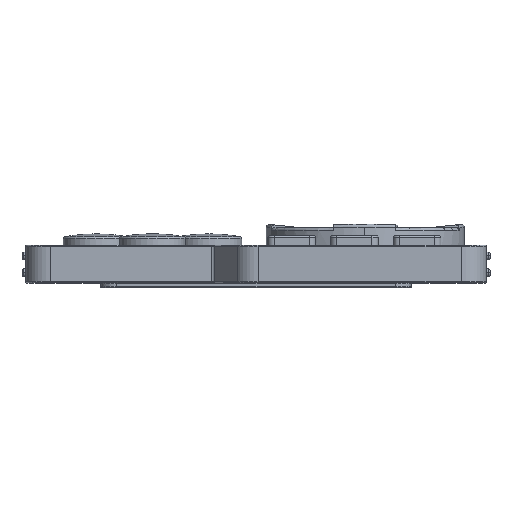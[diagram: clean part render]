
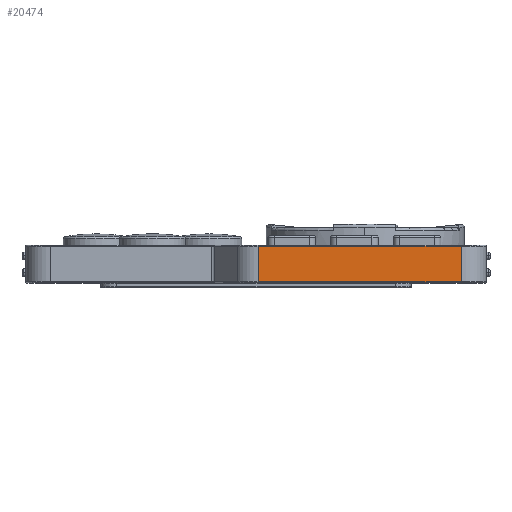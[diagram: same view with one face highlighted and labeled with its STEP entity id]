
A CAD part, top view. The second image highlights one B-rep face of the part: STEP entity #20474.
In plain terms, the highlighted face is planar.
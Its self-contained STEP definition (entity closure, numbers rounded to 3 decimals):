
#692 = VECTOR ( 'NONE', #42368, 1000. ) ;
#1249 = EDGE_CURVE ( 'NONE', #8414, #18512, #34813, .T. ) ;
#6695 = CARTESIAN_POINT ( 'NONE',  ( 32.725, -5.1, -34.777 ) ) ;
#7061 = VECTOR ( 'NONE', #11207, 1000. ) ;
#8414 = VERTEX_POINT ( 'NONE', #44470 ) ;
#8767 = EDGE_LOOP ( 'NONE', ( #32811, #15118, #45594, #9363 ) ) ;
#9363 = ORIENTED_EDGE ( 'NONE', *, *, #42275, .T. ) ;
#9934 = DIRECTION ( 'NONE',  ( 1., 0., 0. ) ) ;
#11207 = DIRECTION ( 'NONE',  ( 0., -1., 0. ) ) ;
#11916 = DIRECTION ( 'NONE',  ( 0., -1., 0. ) ) ;
#12357 = VECTOR ( 'NONE', #11916, 1000. ) ;
#13520 = EDGE_CURVE ( 'NONE', #18512, #45803, #34635, .T. ) ;
#15118 = ORIENTED_EDGE ( 'NONE', *, *, #1249, .T. ) ;
#16908 = CARTESIAN_POINT ( 'NONE',  ( 0.357, -5.1, -34.777 ) ) ;
#17475 = AXIS2_PLACEMENT_3D ( 'NONE', #44413, #26025, #9934 ) ;
#18512 = VERTEX_POINT ( 'NONE', #21314 ) ;
#20474 = ADVANCED_FACE ( 'NONE', ( #25528 ), #33677, .F. ) ;
#21314 = CARTESIAN_POINT ( 'NONE',  ( 32.725, 0.5, -34.777 ) ) ;
#21682 = LINE ( 'NONE', #42857, #692 ) ;
#22442 = CARTESIAN_POINT ( 'NONE',  ( 0.357, 0.7, -34.777 ) ) ;
#22661 = CARTESIAN_POINT ( 'NONE',  ( 32.725, 0.7, -34.777 ) ) ;
#25528 = FACE_OUTER_BOUND ( 'NONE', #8767, .T. ) ;
#26025 = DIRECTION ( 'NONE',  ( 0., 0., 1. ) ) ;
#27287 = LINE ( 'NONE', #22442, #7061 ) ;
#32811 = ORIENTED_EDGE ( 'NONE', *, *, #40801, .F. ) ;
#33677 = PLANE ( 'NONE',  #17475 ) ;
#34217 = VERTEX_POINT ( 'NONE', #16908 ) ;
#34635 = LINE ( 'NONE', #22661, #12357 ) ;
#34813 = LINE ( 'NONE', #38156, #37773 ) ;
#37773 = VECTOR ( 'NONE', #46564, 1000. ) ;
#38156 = CARTESIAN_POINT ( 'NONE',  ( 32.725, 0.5, -34.777 ) ) ;
#40801 = EDGE_CURVE ( 'NONE', #8414, #34217, #27287, .T. ) ;
#42275 = EDGE_CURVE ( 'NONE', #45803, #34217, #21682, .T. ) ;
#42368 = DIRECTION ( 'NONE',  ( -1., 0., 0. ) ) ;
#42857 = CARTESIAN_POINT ( 'NONE',  ( 0.357, -5.1, -34.777 ) ) ;
#44413 = CARTESIAN_POINT ( 'NONE',  ( 0., 0.7, -34.777 ) ) ;
#44470 = CARTESIAN_POINT ( 'NONE',  ( 0.357, 0.5, -34.777 ) ) ;
#45594 = ORIENTED_EDGE ( 'NONE', *, *, #13520, .T. ) ;
#45803 = VERTEX_POINT ( 'NONE', #6695 ) ;
#46564 = DIRECTION ( 'NONE',  ( 1., 0., 0. ) ) ;
